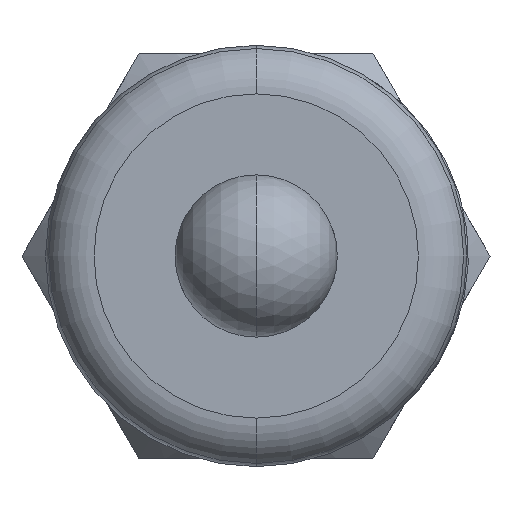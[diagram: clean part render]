
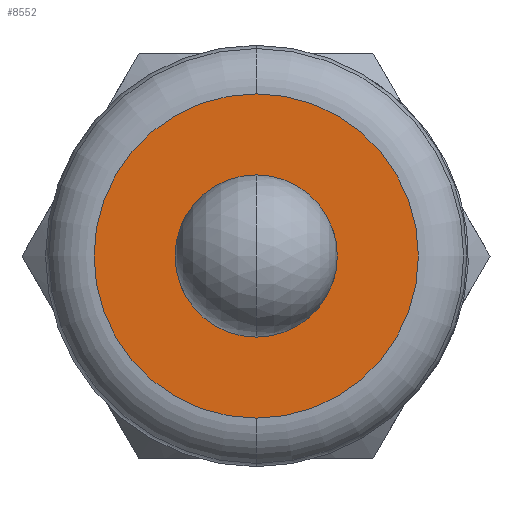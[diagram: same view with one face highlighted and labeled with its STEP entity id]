
A CAD part, left-side view. The second image highlights one B-rep face of the part: STEP entity #8552.
In plain terms, the highlighted planar face has unit normal (-1, 0, 0).
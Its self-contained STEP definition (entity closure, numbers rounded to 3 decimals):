
#950 = CARTESIAN_POINT ( 'NONE',  ( 0.063, 0., 0. ) ) ;
#1178 = FACE_OUTER_BOUND ( 'NONE', #6635, .T. ) ;
#1354 = DIRECTION ( 'NONE',  ( -1., 0., 0. ) ) ;
#5370 = VERTEX_POINT ( 'NONE', #12420 ) ;
#5882 = CIRCLE ( 'NONE', #17702, 5. ) ;
#6073 = ORIENTED_EDGE ( 'NONE', *, *, #8863, .T. ) ;
#6556 = DIRECTION ( 'NONE',  ( -1., 0., 0. ) ) ;
#6635 = EDGE_LOOP ( 'NONE', ( #6073, #17349 ) ) ;
#7164 = CARTESIAN_POINT ( 'NONE',  ( 0.063, 0., 0. ) ) ;
#7336 = DIRECTION ( 'NONE',  ( 0., 0., 1. ) ) ;
#8546 = EDGE_CURVE ( 'NONE', #5370, #10704, #5882, .T. ) ;
#8552 = ADVANCED_FACE ( 'NONE', ( #1178 ), #17848, .T. ) ;
#8800 = CARTESIAN_POINT ( 'NONE',  ( 0.063, 0., 0. ) ) ;
#8863 = EDGE_CURVE ( 'NONE', #10704, #5370, #10879, .T. ) ;
#9624 = AXIS2_PLACEMENT_3D ( 'NONE', #950, #6556, #18630 ) ;
#10704 = VERTEX_POINT ( 'NONE', #18853 ) ;
#10879 = CIRCLE ( 'NONE', #9624, 5. ) ;
#12420 = CARTESIAN_POINT ( 'NONE',  ( 0.063, 0., -5. ) ) ;
#14564 = DIRECTION ( 'NONE',  ( 0., 0., 1. ) ) ;
#14940 = DIRECTION ( 'NONE',  ( -1., 0., 0. ) ) ;
#15857 = AXIS2_PLACEMENT_3D ( 'NONE', #8800, #1354, #7336 ) ;
#17349 = ORIENTED_EDGE ( 'NONE', *, *, #8546, .T. ) ;
#17702 = AXIS2_PLACEMENT_3D ( 'NONE', #7164, #14940, #14564 ) ;
#17848 = PLANE ( 'NONE',  #15857 ) ;
#18630 = DIRECTION ( 'NONE',  ( 0., 0., 1. ) ) ;
#18853 = CARTESIAN_POINT ( 'NONE',  ( 0.063, 0., 5. ) ) ;
